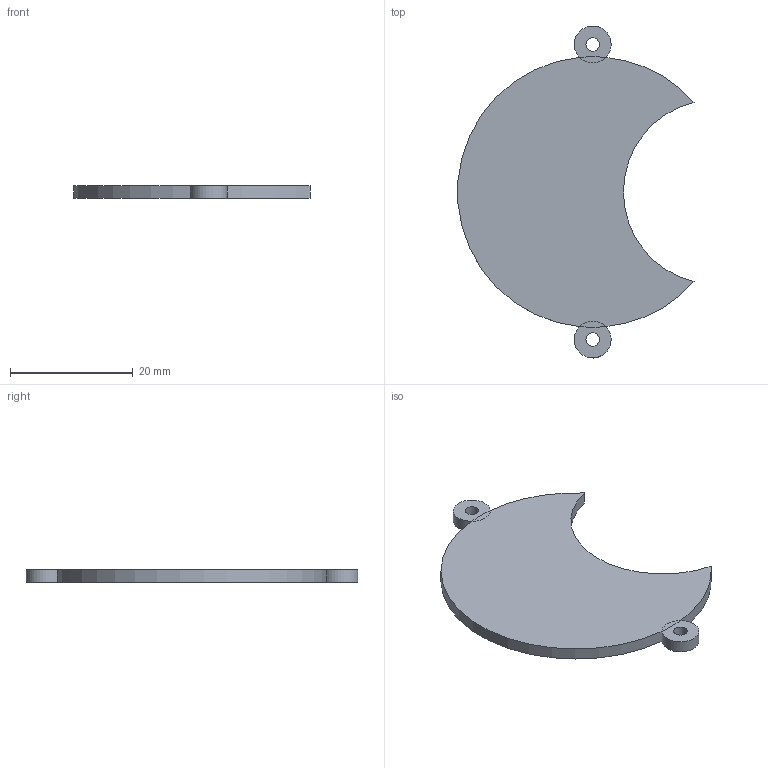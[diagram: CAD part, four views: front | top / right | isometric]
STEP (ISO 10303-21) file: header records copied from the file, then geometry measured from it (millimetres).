
FILE_DESCRIPTION(('FreeCAD Model'),'2;1');
FILE_NAME('Speaker Cap.stp','2015-11-10T12:03:59',('FreeCAD'),( 'FreeCAD'),'Open CASCADE STEP processor 6.8','FreeCAD','Unknown');
FILE_SCHEMA(('AUTOMOTIVE_DESIGN_CC2 { 1 2 10303 214 -1 1 5 4 }'));
Length unit declared in the file: millimetre
Products named in the file (1): Open CASCADE STEP translator 6.8 5
Bounding box: 38.39 x 54 x 2 mm (x, y, z)
Volume: 2409 mm3; surface area: 2768.6 mm2
Topology: 1 solids, 1 shells, 20 faces, 38 edges, 20 vertices
Faces by surface type: cylinder 10, plane 10
Full cylindrical faces by diameter (mm): 2.2 x2
Entity records: 1002 total; most frequent: DIRECTION 172, CARTESIAN_POINT 167, ORIENTED_EDGE 76, PCURVE 76, DEFINITIONAL_REPRESENTATION 76, CIRCLE 64, AXIS2_PLACEMENT_3D 49, EDGE_CURVE 38
